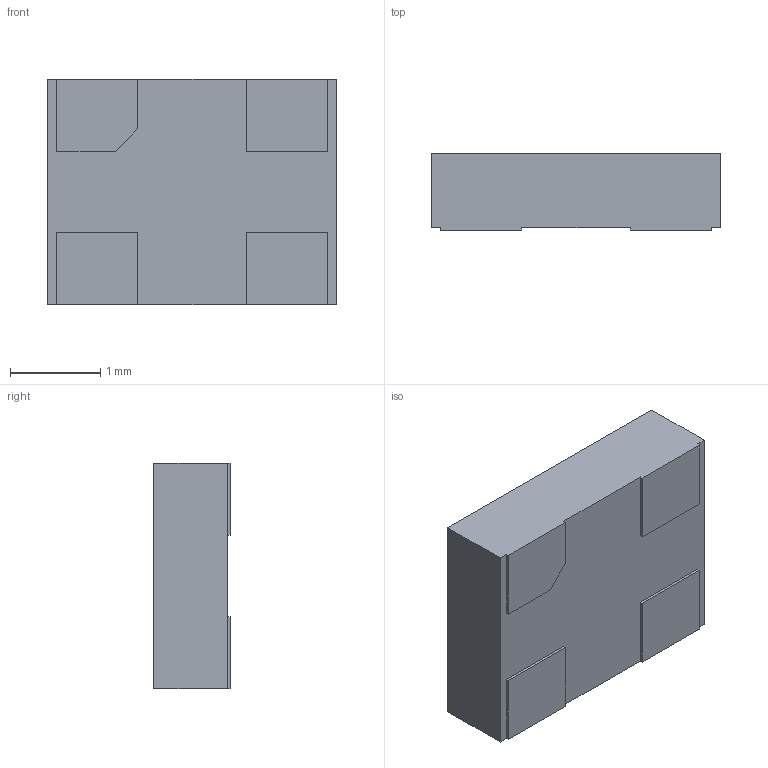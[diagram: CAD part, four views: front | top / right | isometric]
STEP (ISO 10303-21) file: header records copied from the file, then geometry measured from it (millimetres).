
FILE_DESCRIPTION (( 'STEP AP214' ), '1' );
FILE_NAME ('ASEM.STEP', '2014-07-09T12:12:19', ( '' ), ( '' ), 'SwSTEP 2.0', 'SolidWorks 2012', '' );
FILE_SCHEMA (( 'AUTOMOTIVE_DESIGN' ));
Length unit declared in the file: millimetre
Products named in the file (1): ASEM
Bounding box: 3.2 x 0.85 x 2.5 mm (x, y, z)
Volume: 6.6 mm3; surface area: 25.8 mm2
Topology: 1 solids, 1 shells, 84 faces, 228 edges, 152 vertices
Faces by surface type: plane 67, bspline 15, cylinder 2
Entity records: 4181 total; most frequent: CARTESIAN_POINT 1208, ORIENTED_EDGE 456, DIRECTION 342, EDGE_CURVE 228, VECTOR 194, LINE 194, VERTEX_POINT 152, EDGE_LOOP 90
